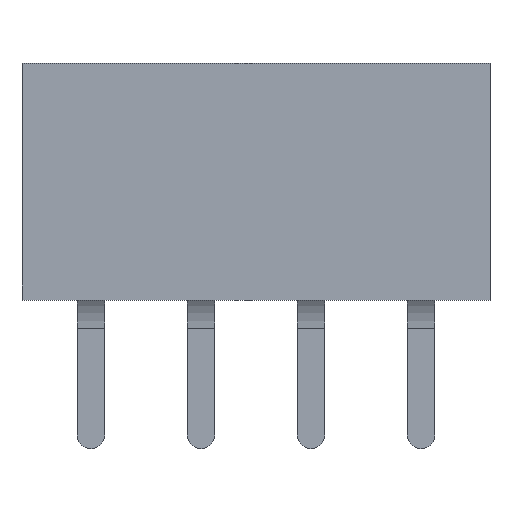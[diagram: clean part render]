
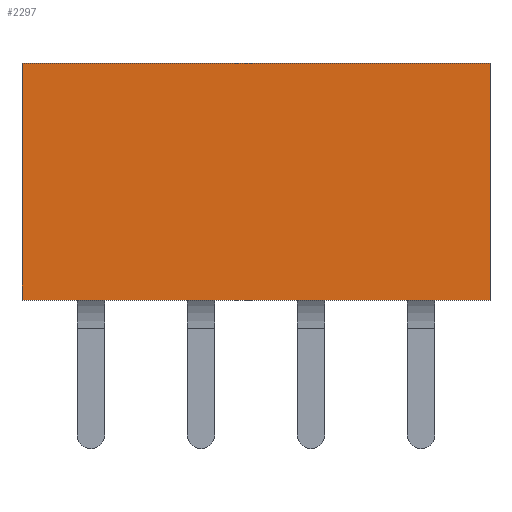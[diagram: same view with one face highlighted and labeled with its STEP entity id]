
A CAD part, front view. The second image highlights one B-rep face of the part: STEP entity #2297.
In plain terms, the highlighted planar face has unit normal (0, -1, 0).
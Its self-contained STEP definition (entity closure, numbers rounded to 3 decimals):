
#249=ORIENTED_EDGE('',*,*,#824,.T.);
#250=ORIENTED_EDGE('',*,*,#819,.T.);
#251=ORIENTED_EDGE('',*,*,#883,.T.);
#252=ORIENTED_EDGE('',*,*,#902,.T.);
#819=EDGE_CURVE('',#1158,#1157,#1373,.T.);
#824=EDGE_CURVE('',#1162,#1158,#1378,.T.);
#883=EDGE_CURVE('',#1157,#1202,#1437,.T.);
#902=EDGE_CURVE('',#1202,#1162,#1456,.T.);
#1157=VERTEX_POINT('',#3264);
#1158=VERTEX_POINT('',#3266);
#1162=VERTEX_POINT('',#3276);
#1202=VERTEX_POINT('',#3392);
#1373=LINE('',#3265,#1645);
#1378=LINE('',#3275,#1650);
#1437=LINE('',#3393,#1709);
#1456=LINE('',#3429,#1728);
#1645=VECTOR('',#2620,1000.);
#1650=VECTOR('',#2627,1000.);
#1709=VECTOR('',#2722,1000.);
#1728=VECTOR('',#2743,1000.);
#1940=EDGE_LOOP('',(#249,#250,#251,#252));
#2074=FACE_BOUND('',#1940,.T.);
#2204=PLANE('',#2450);
#2297=ADVANCED_FACE('',(#2074),#2204,.T.);
#2450=AXIS2_PLACEMENT_3D('',#3430,#2744,#2745);
#2620=DIRECTION('',(1.,0.,0.));
#2627=DIRECTION('',(0.,0.,-1.));
#2722=DIRECTION('',(0.,0.,1.));
#2743=DIRECTION('',(-1.,0.,0.));
#2744=DIRECTION('',(0.,-1.,0.));
#2745=DIRECTION('',(0.,0.,-1.));
#3264=CARTESIAN_POINT('',(4.25,-1.25,-2.15));
#3265=CARTESIAN_POINT('',(-4.25,-1.25,-2.15));
#3266=CARTESIAN_POINT('',(-4.25,-1.25,-2.15));
#3275=CARTESIAN_POINT('',(-4.25,-1.25,2.15));
#3276=CARTESIAN_POINT('',(-4.25,-1.25,2.15));
#3392=CARTESIAN_POINT('',(4.25,-1.25,2.15));
#3393=CARTESIAN_POINT('',(4.25,-1.25,-2.15));
#3429=CARTESIAN_POINT('',(4.25,-1.25,2.15));
#3430=CARTESIAN_POINT('',(0.,-1.25,0.));
